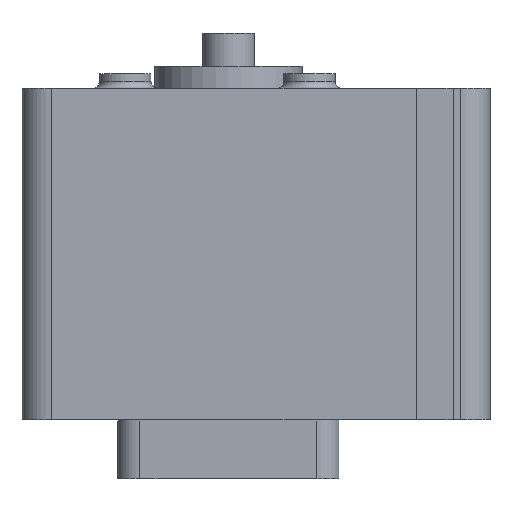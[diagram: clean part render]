
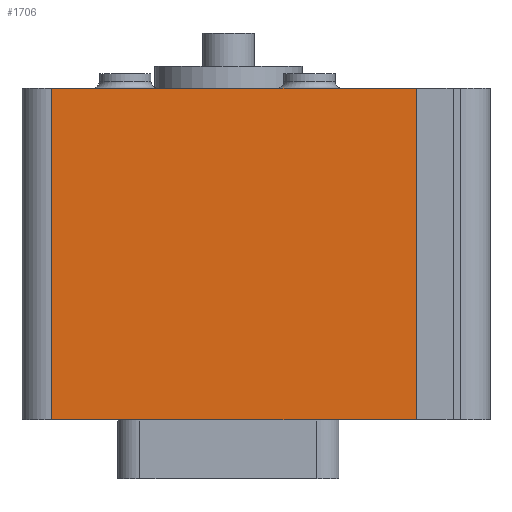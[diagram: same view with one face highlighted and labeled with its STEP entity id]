
A CAD part, left-side view. The second image highlights one B-rep face of the part: STEP entity #1706.
In plain terms, the highlighted planar face has unit normal (-1, 0, 0).
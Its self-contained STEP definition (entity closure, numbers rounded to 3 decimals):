
#287 = PLANE('',#288);
#288 = AXIS2_PLACEMENT_3D('',#289,#290,#291);
#289 = CARTESIAN_POINT('',(-26.5,-30.5,0.));
#290 = DIRECTION('',(0.,0.,-1.));
#291 = DIRECTION('',(-1.,0.,0.));
#779 = VERTEX_POINT('',#780);
#780 = CARTESIAN_POINT('',(-26.5,-25.5,0.));
#794 = PLANE('',#795);
#795 = AXIS2_PLACEMENT_3D('',#796,#797,#798);
#796 = CARTESIAN_POINT('',(-27.5,-25.5,0.));
#797 = DIRECTION('',(0.,1.,0.));
#798 = DIRECTION('',(1.,0.,0.));
#806 = EDGE_CURVE('',#807,#779,#809,.T.);
#807 = VERTEX_POINT('',#808);
#808 = CARTESIAN_POINT('',(-26.5,24.,0.));
#809 = SURFACE_CURVE('',#810,(#814,#821),.PCURVE_S1.);
#810 = LINE('',#811,#812);
#811 = CARTESIAN_POINT('',(-26.5,28.,0.));
#812 = VECTOR('',#813,1.);
#813 = DIRECTION('',(0.,-1.,0.));
#814 = PCURVE('',#287,#815);
#815 = DEFINITIONAL_REPRESENTATION('',(#816),#820);
#816 = LINE('',#817,#818);
#817 = CARTESIAN_POINT('',(0.,58.5));
#818 = VECTOR('',#819,1.);
#819 = DIRECTION('',(0.,-1.));
#820 = ( GEOMETRIC_REPRESENTATION_CONTEXT(2) 
PARAMETRIC_REPRESENTATION_CONTEXT() REPRESENTATION_CONTEXT('2D SPACE',''
  ) );
#821 = PCURVE('',#822,#827);
#822 = PLANE('',#823);
#823 = AXIS2_PLACEMENT_3D('',#824,#825,#826);
#824 = CARTESIAN_POINT('',(-26.5,28.,0.));
#825 = DIRECTION('',(1.,0.,0.));
#826 = DIRECTION('',(0.,-1.,0.));
#827 = DEFINITIONAL_REPRESENTATION('',(#828),#832);
#828 = LINE('',#829,#830);
#829 = CARTESIAN_POINT('',(0.,0.));
#830 = VECTOR('',#831,1.);
#831 = DIRECTION('',(1.,0.));
#832 = ( GEOMETRIC_REPRESENTATION_CONTEXT(2) 
PARAMETRIC_REPRESENTATION_CONTEXT() REPRESENTATION_CONTEXT('2D SPACE',''
  ) );
#855 = CYLINDRICAL_SURFACE('',#856,4.);
#856 = AXIS2_PLACEMENT_3D('',#857,#858,#859);
#857 = CARTESIAN_POINT('',(-22.5,24.,0.));
#858 = DIRECTION('',(0.,0.,1.));
#859 = DIRECTION('',(0.,1.,0.));
#1321 = PLANE('',#1322);
#1322 = AXIS2_PLACEMENT_3D('',#1323,#1324,#1325);
#1323 = CARTESIAN_POINT('',(-26.5,-30.5,45.));
#1324 = DIRECTION('',(0.,0.,-1.));
#1325 = DIRECTION('',(-1.,0.,0.));
#1614 = VERTEX_POINT('',#1615);
#1615 = CARTESIAN_POINT('',(-26.5,-25.5,45.));
#1636 = EDGE_CURVE('',#779,#1614,#1637,.T.);
#1637 = SURFACE_CURVE('',#1638,(#1642,#1649),.PCURVE_S1.);
#1638 = LINE('',#1639,#1640);
#1639 = CARTESIAN_POINT('',(-26.5,-25.5,0.));
#1640 = VECTOR('',#1641,1.);
#1641 = DIRECTION('',(0.,0.,1.));
#1642 = PCURVE('',#794,#1643);
#1643 = DEFINITIONAL_REPRESENTATION('',(#1644),#1648);
#1644 = LINE('',#1645,#1646);
#1645 = CARTESIAN_POINT('',(1.,0.));
#1646 = VECTOR('',#1647,1.);
#1647 = DIRECTION('',(0.,-1.));
#1648 = ( GEOMETRIC_REPRESENTATION_CONTEXT(2) 
PARAMETRIC_REPRESENTATION_CONTEXT() REPRESENTATION_CONTEXT('2D SPACE',''
  ) );
#1649 = PCURVE('',#822,#1650);
#1650 = DEFINITIONAL_REPRESENTATION('',(#1651),#1655);
#1651 = LINE('',#1652,#1653);
#1652 = CARTESIAN_POINT('',(53.5,0.));
#1653 = VECTOR('',#1654,1.);
#1654 = DIRECTION('',(0.,-1.));
#1655 = ( GEOMETRIC_REPRESENTATION_CONTEXT(2) 
PARAMETRIC_REPRESENTATION_CONTEXT() REPRESENTATION_CONTEXT('2D SPACE',''
  ) );
#1706 = ADVANCED_FACE('',(#1707),#822,.F.);
#1707 = FACE_BOUND('',#1708,.F.);
#1708 = EDGE_LOOP('',(#1709,#1710,#1733,#1754));
#1709 = ORIENTED_EDGE('',*,*,#806,.F.);
#1710 = ORIENTED_EDGE('',*,*,#1711,.T.);
#1711 = EDGE_CURVE('',#807,#1712,#1714,.T.);
#1712 = VERTEX_POINT('',#1713);
#1713 = CARTESIAN_POINT('',(-26.5,24.,45.));
#1714 = SURFACE_CURVE('',#1715,(#1719,#1726),.PCURVE_S1.);
#1715 = LINE('',#1716,#1717);
#1716 = CARTESIAN_POINT('',(-26.5,24.,0.));
#1717 = VECTOR('',#1718,1.);
#1718 = DIRECTION('',(0.,0.,1.));
#1719 = PCURVE('',#822,#1720);
#1720 = DEFINITIONAL_REPRESENTATION('',(#1721),#1725);
#1721 = LINE('',#1722,#1723);
#1722 = CARTESIAN_POINT('',(4.,0.));
#1723 = VECTOR('',#1724,1.);
#1724 = DIRECTION('',(0.,-1.));
#1725 = ( GEOMETRIC_REPRESENTATION_CONTEXT(2) 
PARAMETRIC_REPRESENTATION_CONTEXT() REPRESENTATION_CONTEXT('2D SPACE',''
  ) );
#1726 = PCURVE('',#855,#1727);
#1727 = DEFINITIONAL_REPRESENTATION('',(#1728),#1732);
#1728 = LINE('',#1729,#1730);
#1729 = CARTESIAN_POINT('',(1.571,0.));
#1730 = VECTOR('',#1731,1.);
#1731 = DIRECTION('',(0.,1.));
#1732 = ( GEOMETRIC_REPRESENTATION_CONTEXT(2) 
PARAMETRIC_REPRESENTATION_CONTEXT() REPRESENTATION_CONTEXT('2D SPACE',''
  ) );
#1733 = ORIENTED_EDGE('',*,*,#1734,.T.);
#1734 = EDGE_CURVE('',#1712,#1614,#1735,.T.);
#1735 = SURFACE_CURVE('',#1736,(#1740,#1747),.PCURVE_S1.);
#1736 = LINE('',#1737,#1738);
#1737 = CARTESIAN_POINT('',(-26.5,28.,45.));
#1738 = VECTOR('',#1739,1.);
#1739 = DIRECTION('',(0.,-1.,0.));
#1740 = PCURVE('',#822,#1741);
#1741 = DEFINITIONAL_REPRESENTATION('',(#1742),#1746);
#1742 = LINE('',#1743,#1744);
#1743 = CARTESIAN_POINT('',(0.,-45.));
#1744 = VECTOR('',#1745,1.);
#1745 = DIRECTION('',(1.,0.));
#1746 = ( GEOMETRIC_REPRESENTATION_CONTEXT(2) 
PARAMETRIC_REPRESENTATION_CONTEXT() REPRESENTATION_CONTEXT('2D SPACE',''
  ) );
#1747 = PCURVE('',#1321,#1748);
#1748 = DEFINITIONAL_REPRESENTATION('',(#1749),#1753);
#1749 = LINE('',#1750,#1751);
#1750 = CARTESIAN_POINT('',(0.,58.5));
#1751 = VECTOR('',#1752,1.);
#1752 = DIRECTION('',(0.,-1.));
#1753 = ( GEOMETRIC_REPRESENTATION_CONTEXT(2) 
PARAMETRIC_REPRESENTATION_CONTEXT() REPRESENTATION_CONTEXT('2D SPACE',''
  ) );
#1754 = ORIENTED_EDGE('',*,*,#1636,.F.);
